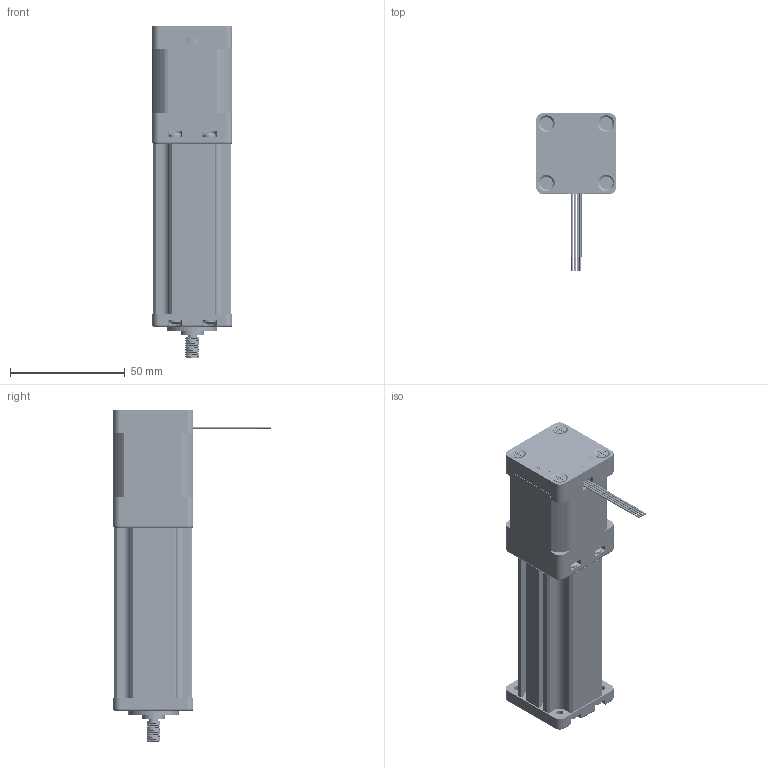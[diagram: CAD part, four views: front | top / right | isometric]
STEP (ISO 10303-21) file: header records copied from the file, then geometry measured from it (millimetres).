
FILE_DESCRIPTION (( 'STEP AP214' ), '1' );
FILE_NAME ('14C22-50.STEP', '2023-03-07T06:54:29', ( '' ), ( '' ), 'SwSTEP 2.0', 'SolidWorks 2022', '' );
FILE_SCHEMA (( 'AUTOMOTIVE_DESIGN' ));
Length unit declared in the file: millimetre
Products named in the file (37): 12-006护线套.STP; 09-007-1（红）.STP; 10-003（调整垫）.STP; 07-003磁钢（14H2047）.STP; 09-007-2（红白）.STP; 01-006后盖.STP; 06-013-4（固定轴电机螺母，F导程）.STP; 11-021（固定轴销）.STP; 14C22-50.STP; 04-142-16.STP; 42铭牌.STP; 06-008预紧.STP; 08-006-6（滑轨）.STP; 10-013轴套.STP; 04-026-6固定轴电机轴.STP; 15-001-25（14H2047漆包线）.STP; 07-010轴承.STP; 10-008隔磁片.STP; 11-014丝杆紧固螺母.STP; 12-016-2（14H2047前骨架）.STP; 11-032固定轴螺钉.STP; 03-011-2（14H2047转子铁芯，L5）.STP; 09-007-3（绿）.STP; 14C22-50; 04-013.STP; 01-020（电机安装板）.STP; 03-015（14E2047转子总成）.STP; 12-016-1（14H2035后骨架）.STP; 01-005前盖.STP; 09-007-4（绿白）.STP; 01-022（客户安装板）.STP; 02-016-2（1A定子总成）.STP; 润滑油脂.STP; 05-0101-6（F导程螺杆）.STP; 02-015（14H2047铁芯）.STP; 42双厚铭牌.STP; 11-006（M3X41平头）.STP
Assembly tree (56 placements, depth 4):
  14C22-50
    14C22-50.STP
      02-016-2（1A定子总成）.STP
        15-001-25（14H2047漆包线）.STP
        02-015（14H2047铁芯）.STP
        12-016-1（14H2035后骨架）.STP
        12-016-2（14H2047前骨架）.STP
        09-007-1（红）.STP
        09-007-2（红白）.STP
        09-007-3（绿）.STP
        09-007-4（绿白）.STP
      03-015（14E2047转子总成）.STP
        03-011-2（14H2047转子铁芯，L5）.STP  x4
        07-003磁钢（14H2047）.STP  x2
        10-008隔磁片.STP
      01-005前盖.STP
      01-006后盖.STP
      06-008预紧.STP
      07-010轴承.STP  x2
      10-003（调整垫）.STP
      12-006护线套.STP
      11-014丝杆紧固螺母.STP
      润滑油脂.STP
      11-006（M3X41平头）.STP  x4
      08-006-6（滑轨）.STP
      06-013-4（固定轴电机螺母，F导程）.STP
      05-0101-6（F导程螺杆）.STP
      04-026-6固定轴电机轴.STP
      11-021（固定轴销）.STP  x2
      10-013轴套.STP
      01-020（电机安装板）.STP
      01-022（客户安装板）.STP
      11-032固定轴螺钉.STP  x12
      04-142-16.STP
      04-013.STP
      42双厚铭牌.STP
      42铭牌.STP
Bounding box: 35.2 x 68.7 x 144.85 mm (x, y, z)
Volume: 86730.6 mm3; surface area: 102131.2 mm2
Topology: 57 solids, 57 shells, 4156 faces, 11821 edges, 7782 vertices
Faces by surface type: cylinder 2414, plane 1570, cone 84, torus 48, sphere 24, bspline 16
Entity records: 114271 total; most frequent: CARTESIAN_POINT 43093, ORIENTED_EDGE 14754, DIRECTION 14451, EDGE_CURVE 7377, AXIS2_PLACEMENT_3D 5223, VERTEX_POINT 4828, VECTOR 4005, LINE 4005
